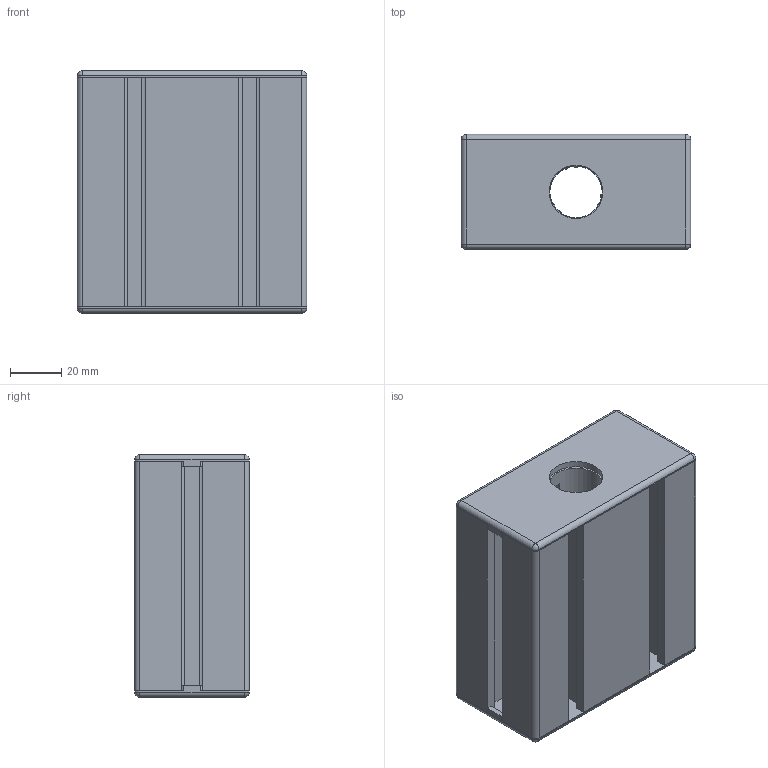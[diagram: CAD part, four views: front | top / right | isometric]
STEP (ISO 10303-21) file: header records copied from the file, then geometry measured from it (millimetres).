
FILE_DESCRIPTION((''),'2;1');
FILE_NAME('850005_1.ipt.stp','2010-09-05T11:46:32',(''),(''),'Autodesk Inventor 2010','Autodesk Inventor 2010','');
FILE_SCHEMA(('AUTOMOTIVE_DESIGN { 1 0 10303 214 1 1 1 1 }'));
Length unit declared in the file: millimetre
Products named in the file (1): 850005_1
Bounding box: 90 x 45 x 95 mm (x, y, z)
Volume: 195584.8 mm3; surface area: 113368.3 mm2
Topology: 7 solids, 7 shells, 664 faces, 1602 edges, 948 vertices
Faces by surface type: cylinder 260, sphere 164, plane 162, bspline 44, cone 22, torus 12
Full cylindrical faces by diameter (mm): 7.2 x4, 8 x2, 20.5 x2, 28.5 x4, 29.5 x4, 32 x6
Entity records: 20412 total; most frequent: CARTESIAN_POINT 4667, DIRECTION 3278, ORIENTED_EDGE 2988, EDGE_CURVE 1494, AXIS2_PLACEMENT_3D 1257, VERTEX_POINT 902, EDGE_LOOP 776, VECTOR 764
